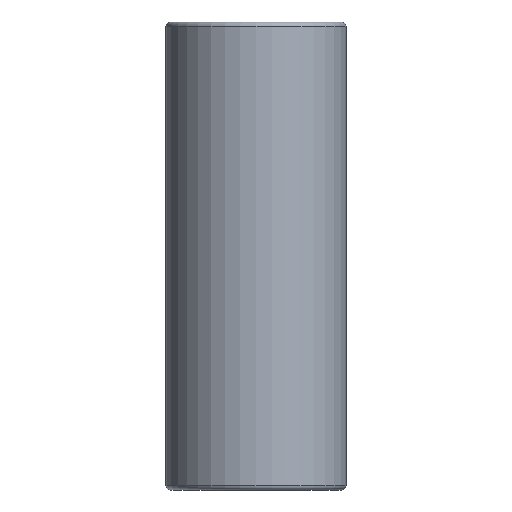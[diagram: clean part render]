
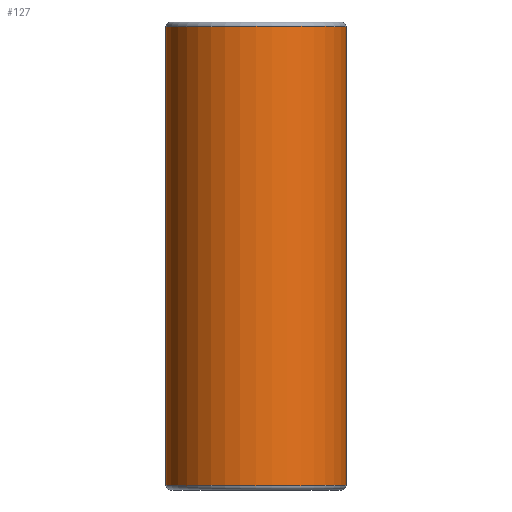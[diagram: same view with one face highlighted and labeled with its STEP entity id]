
A CAD part, front view. The second image highlights one B-rep face of the part: STEP entity #127.
In plain terms, the highlighted cylindrical face has radius 5 mm (diameter 10 mm), a full revolution.
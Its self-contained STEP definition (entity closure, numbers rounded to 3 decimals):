
#20=LINE('',#247,#22);
#22=VECTOR('',#204,5.);
#24=CYLINDRICAL_SURFACE('',#159,5.);
#33=FACE_OUTER_BOUND('',#42,.T.);
#42=EDGE_LOOP('',(#104,#105,#106,#107,#108));
#54=CIRCLE('',#157,5.);
#55=CIRCLE('',#158,5.);
#56=CIRCLE('',#160,5.);
#66=VERTEX_POINT('',#239);
#67=VERTEX_POINT('',#241);
#68=VERTEX_POINT('',#245);
#79=EDGE_CURVE('',#66,#67,#54,.T.);
#80=EDGE_CURVE('',#67,#66,#55,.T.);
#81=EDGE_CURVE('',#68,#68,#56,.T.);
#82=EDGE_CURVE('',#68,#67,#20,.T.);
#104=ORIENTED_EDGE('',*,*,#81,.F.);
#105=ORIENTED_EDGE('',*,*,#82,.T.);
#106=ORIENTED_EDGE('',*,*,#79,.F.);
#107=ORIENTED_EDGE('',*,*,#80,.F.);
#108=ORIENTED_EDGE('',*,*,#82,.F.);
#127=ADVANCED_FACE('',(#33),#24,.T.);
#157=AXIS2_PLACEMENT_3D('',#242,#196,#197);
#158=AXIS2_PLACEMENT_3D('',#243,#198,#199);
#159=AXIS2_PLACEMENT_3D('',#244,#200,#201);
#160=AXIS2_PLACEMENT_3D('',#246,#202,#203);
#196=DIRECTION('center_axis',(0.,0.,-1.));
#197=DIRECTION('ref_axis',(1.,0.,0.));
#198=DIRECTION('center_axis',(0.,0.,-1.));
#199=DIRECTION('ref_axis',(1.,0.,0.));
#200=DIRECTION('center_axis',(0.,0.,1.));
#201=DIRECTION('ref_axis',(1.,0.,0.));
#202=DIRECTION('center_axis',(0.,0.,
1.));
#203=DIRECTION('ref_axis',(1.,0.,0.));
#204=DIRECTION('',(0.,0.,-1.));
#239=CARTESIAN_POINT('',(5.,26.,0.25));
#241=CARTESIAN_POINT('',(-5.,26.,0.25));
#242=CARTESIAN_POINT('Origin',(0.,26.,0.25));
#243=CARTESIAN_POINT('Origin',(0.,26.,0.25));
#244=CARTESIAN_POINT('Origin',(0.,26.,0.));
#245=CARTESIAN_POINT('',(-5.,26.,25.75));
#246=CARTESIAN_POINT('Origin',(0.,26.,25.75));
#247=CARTESIAN_POINT('',(-5.,26.,0.));
